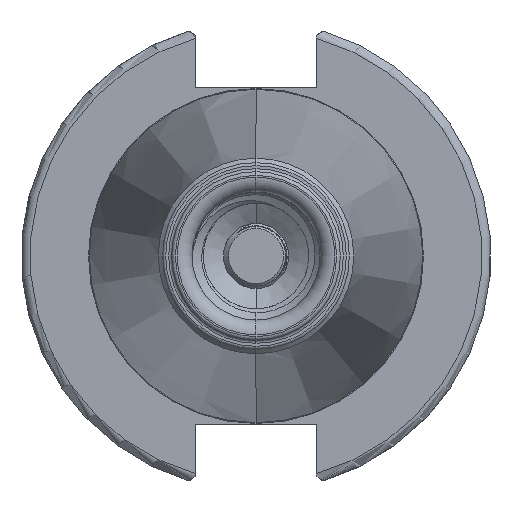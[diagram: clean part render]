
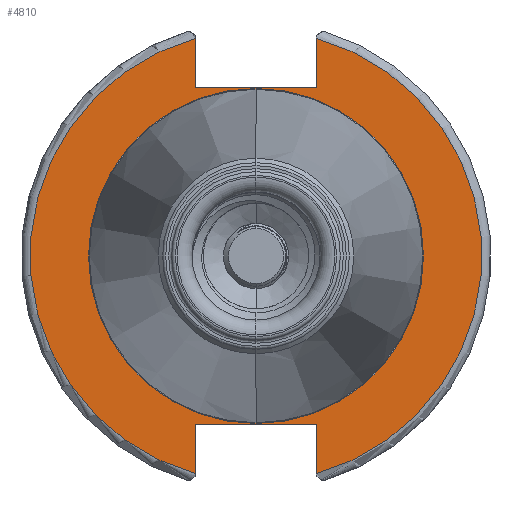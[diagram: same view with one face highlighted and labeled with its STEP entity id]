
A CAD part, left-side view. The second image highlights one B-rep face of the part: STEP entity #4810.
In plain terms, the highlighted planar face has unit normal (-1, 0, 0).
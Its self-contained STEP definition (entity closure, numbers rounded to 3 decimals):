
#257 = DIRECTION ( 'NONE',  ( 0., 0., 1. ) ) ;
#282 = CARTESIAN_POINT ( 'NONE',  ( -5., -8.075, 0. ) ) ;
#508 = CARTESIAN_POINT ( 'NONE',  ( -5., -7.975, -22.6 ) ) ;
#538 = DIRECTION ( 'NONE',  ( 0., -1., 0. ) ) ;
#550 = CARTESIAN_POINT ( 'NONE',  ( -5., -8.075, 22.5 ) ) ;
#556 = CARTESIAN_POINT ( 'NONE',  ( -5., 7.975, -22.6 ) ) ;
#561 = DIRECTION ( 'NONE',  ( 0., 0., -1. ) ) ;
#565 = DIRECTION ( 'NONE',  ( 0., 0., -1. ) ) ;
#570 = DIRECTION ( 'NONE',  ( 1., 0., 0. ) ) ;
#594 = DIRECTION ( 'NONE',  ( 1., 0., 0. ) ) ;
#603 = DIRECTION ( 'NONE',  ( 0., -1., 0. ) ) ;
#608 = CARTESIAN_POINT ( 'NONE',  ( -5., -8.075, -22.5 ) ) ;
#623 = CARTESIAN_POINT ( 'NONE',  ( -5., -7.975, 22.6 ) ) ;
#653 = DIRECTION ( 'NONE',  ( 0., 0., -1. ) ) ;
#670 = DIRECTION ( 'NONE',  ( 1., 0., 0. ) ) ;
#691 = DIRECTION ( 'NONE',  ( 0., 0., -1. ) ) ;
#693 = DIRECTION ( 'NONE',  ( 1., 0., 0. ) ) ;
#710 = CARTESIAN_POINT ( 'NONE',  ( -5., 7.975, 22.6 ) ) ;
#762 = DIRECTION ( 'NONE',  ( 0., 0., 1. ) ) ;
#772 = CARTESIAN_POINT ( 'NONE',  ( -5., 8.075, 0. ) ) ;
#787 = CARTESIAN_POINT ( 'NONE',  ( -5., 0., 0. ) ) ;
#798 = DIRECTION ( 'NONE',  ( 0., 0., 1. ) ) ;
#824 = DIRECTION ( 'NONE',  ( -1., 0., 0. ) ) ;
#1038 = DIRECTION ( 'NONE',  ( 0., 0., -1. ) ) ;
#1042 = CARTESIAN_POINT ( 'NONE',  ( -5., 8.075, 0. ) ) ;
#1071 = CARTESIAN_POINT ( 'NONE',  ( -5., -8.075, 0. ) ) ;
#1095 = DIRECTION ( 'NONE',  ( 0., 0., -1. ) ) ;
#1268 = DIRECTION ( 'NONE',  ( -1., 0., 0. ) ) ;
#1270 = CARTESIAN_POINT ( 'NONE',  ( -5., 0., 0. ) ) ;
#1273 = DIRECTION ( 'NONE',  ( 0., 0., 1. ) ) ;
#3879 = DIRECTION ( 'NONE',  ( -1., 0., 0. ) ) ;
#3906 = CARTESIAN_POINT ( 'NONE',  ( -5., 0., 0. ) ) ;
#3908 = DIRECTION ( 'NONE',  ( 0., 0., 1. ) ) ;
#4810 = ADVANCED_FACE ( 'NONE', ( #13953, #13969 ), #12998, .F. ) ;
#5109 = CARTESIAN_POINT ( 'NONE',  ( -5., 8.075, 22.6 ) ) ;
#5128 = CARTESIAN_POINT ( 'NONE',  ( -5., 7.975, 22.5 ) ) ;
#5138 = CARTESIAN_POINT ( 'NONE',  ( -5., 7.975, -22.5 ) ) ;
#5304 = CARTESIAN_POINT ( 'NONE',  ( -5., 8.075, 29.1 ) ) ;
#5311 = CARTESIAN_POINT ( 'NONE',  ( -5., 8.075, -29.1 ) ) ;
#5486 = CARTESIAN_POINT ( 'NONE',  ( -5., 0., -22.398 ) ) ;
#5493 = CARTESIAN_POINT ( 'NONE',  ( -5., 0., 22.398 ) ) ;
#5549 = CARTESIAN_POINT ( 'NONE',  ( -5., 8.075, -22.6 ) ) ;
#5559 = CARTESIAN_POINT ( 'NONE',  ( -5., -8.075, 22.6 ) ) ;
#5567 = CARTESIAN_POINT ( 'NONE',  ( -5., -8.075, -29.1 ) ) ;
#5568 = CARTESIAN_POINT ( 'NONE',  ( -5., -8.075, 29.1 ) ) ;
#5579 = CARTESIAN_POINT ( 'NONE',  ( -5., -7.975, 22.5 ) ) ;
#5604 = CARTESIAN_POINT ( 'NONE',  ( -5., -7.975, -22.5 ) ) ;
#5612 = CARTESIAN_POINT ( 'NONE',  ( -5., -8.075, -22.6 ) ) ;
#7354 = CARTESIAN_POINT ( 'NONE',  ( -5., 0., 0. ) ) ;
#7359 = DIRECTION ( 'NONE',  ( 0., 0., 1. ) ) ;
#7360 = DIRECTION ( 'NONE',  ( -1., 0., 0. ) ) ;
#8697 = AXIS2_PLACEMENT_3D ( 'NONE', #3906, #3879, #3908 ) ;
#8742 = AXIS2_PLACEMENT_3D ( 'NONE', #1270, #1268, #1273 ) ;
#8774 = AXIS2_PLACEMENT_3D ( 'NONE', #7354, #7360, #7359 ) ;
#8969 = EDGE_CURVE ( 'NONE', #17168, #17115, #13780, .T. ) ;
#8984 = EDGE_CURVE ( 'NONE', #17108, #17118, #13789, .T. ) ;
#9032 = EDGE_CURVE ( 'NONE', #17336, #17103, #10635, .T. ) ;
#9033 = EDGE_CURVE ( 'NONE', #17116, #17168, #10676, .T. ) ;
#9040 = EDGE_CURVE ( 'NONE', #17128, #17337, #10648, .T. ) ;
#9047 = EDGE_CURVE ( 'NONE', #17337, #17116, #10662, .T. ) ;
#9049 = EDGE_CURVE ( 'NONE', #17108, #17103, #10646, .T. ) ;
#9060 = EDGE_CURVE ( 'NONE', #17336, #17339, #10663, .T. ) ;
#9069 = EDGE_CURVE ( 'NONE', #16850, #17128, #10693, .T. ) ;
#9072 = EDGE_CURVE ( 'NONE', #17115, #17118, #10725, .T. ) ;
#9110 = EDGE_CURVE ( 'NONE', #16821, #17339, #10713, .T. ) ;
#9198 = EDGE_CURVE ( 'NONE', #17076, #17057, #10792, .T. ) ;
#9291 = EDGE_CURVE ( 'NONE', #17057, #17076, #10467, .T. ) ;
#9442 = EDGE_CURVE ( 'NONE', #16821, #16850, #10588, .T. ) ;
#9835 = AXIS2_PLACEMENT_3D ( 'NONE', #12969, #12992, #12995 ) ;
#10025 = AXIS2_PLACEMENT_3D ( 'NONE', #556, #570, #561 ) ;
#10030 = AXIS2_PLACEMENT_3D ( 'NONE', #508, #594, #565 ) ;
#10071 = AXIS2_PLACEMENT_3D ( 'NONE', #787, #824, #798 ) ;
#10080 = AXIS2_PLACEMENT_3D ( 'NONE', #710, #693, #691 ) ;
#10087 = AXIS2_PLACEMENT_3D ( 'NONE', #623, #670, #653 ) ;
#10467 = CIRCLE ( 'NONE', #8742, 22.398 ) ;
#10588 = CIRCLE ( 'NONE', #8774, 30.2 ) ;
#10635 = LINE ( 'NONE', #550, #10673 ) ;
#10646 = CIRCLE ( 'NONE', #10087, 0.1 ) ;
#10648 = CIRCLE ( 'NONE', #10025, 0.1 ) ;
#10662 = LINE ( 'NONE', #608, #10672 ) ;
#10663 = CIRCLE ( 'NONE', #10080, 0.1 ) ;
#10672 = VECTOR ( 'NONE', #603, 1000. ) ;
#10673 = VECTOR ( 'NONE', #538, 1000. ) ;
#10676 = CIRCLE ( 'NONE', #10030, 0.1 ) ;
#10693 = LINE ( 'NONE', #772, #10716 ) ;
#10710 = VECTOR ( 'NONE', #1038, 1000. ) ;
#10713 = LINE ( 'NONE', #1042, #10710 ) ;
#10716 = VECTOR ( 'NONE', #762, 1000. ) ;
#10725 = CIRCLE ( 'NONE', #10071, 30.2 ) ;
#10792 = CIRCLE ( 'NONE', #8697, 22.398 ) ;
#12969 = CARTESIAN_POINT ( 'NONE',  ( -5., 22.398, 0. ) ) ;
#12992 = DIRECTION ( 'NONE',  ( 1., 0., 0. ) ) ;
#12995 = DIRECTION ( 'NONE',  ( 0., 0., -1. ) ) ;
#12998 = PLANE ( 'NONE',  #9835 ) ;
#13737 = VECTOR ( 'NONE', #1095, 1000. ) ;
#13767 = VECTOR ( 'NONE', #257, 1000. ) ;
#13780 = LINE ( 'NONE', #1071, #13737 ) ;
#13789 = LINE ( 'NONE', #282, #13767 ) ;
#13953 = FACE_OUTER_BOUND ( 'NONE', #14758, .T. ) ;
#13969 = FACE_BOUND ( 'NONE', #14679, .T. ) ;
#14679 = EDGE_LOOP ( 'NONE', ( #16000, #16026 ) ) ;
#14758 = EDGE_LOOP ( 'NONE', ( #15972, #15965, #16004, #16121, #16112, #16017, #15956, #16147, #15993, #16056, #16108, #16208 ) ) ;
#15956 = ORIENTED_EDGE ( 'NONE', *, *, #9072, .T. ) ;
#15965 = ORIENTED_EDGE ( 'NONE', *, *, #9069, .T. ) ;
#15972 = ORIENTED_EDGE ( 'NONE', *, *, #9442, .T. ) ;
#15993 = ORIENTED_EDGE ( 'NONE', *, *, #9049, .T. ) ;
#16000 = ORIENTED_EDGE ( 'NONE', *, *, #9198, .F. ) ;
#16004 = ORIENTED_EDGE ( 'NONE', *, *, #9040, .T. ) ;
#16017 = ORIENTED_EDGE ( 'NONE', *, *, #8969, .T. ) ;
#16026 = ORIENTED_EDGE ( 'NONE', *, *, #9291, .F. ) ;
#16056 = ORIENTED_EDGE ( 'NONE', *, *, #9032, .F. ) ;
#16108 = ORIENTED_EDGE ( 'NONE', *, *, #9060, .T. ) ;
#16112 = ORIENTED_EDGE ( 'NONE', *, *, #9033, .T. ) ;
#16121 = ORIENTED_EDGE ( 'NONE', *, *, #9047, .T. ) ;
#16147 = ORIENTED_EDGE ( 'NONE', *, *, #8984, .F. ) ;
#16208 = ORIENTED_EDGE ( 'NONE', *, *, #9110, .F. ) ;
#16821 = VERTEX_POINT ( 'NONE', #5304 ) ;
#16850 = VERTEX_POINT ( 'NONE', #5311 ) ;
#17057 = VERTEX_POINT ( 'NONE', #5486 ) ;
#17076 = VERTEX_POINT ( 'NONE', #5493 ) ;
#17103 = VERTEX_POINT ( 'NONE', #5579 ) ;
#17108 = VERTEX_POINT ( 'NONE', #5559 ) ;
#17115 = VERTEX_POINT ( 'NONE', #5567 ) ;
#17116 = VERTEX_POINT ( 'NONE', #5604 ) ;
#17118 = VERTEX_POINT ( 'NONE', #5568 ) ;
#17128 = VERTEX_POINT ( 'NONE', #5549 ) ;
#17168 = VERTEX_POINT ( 'NONE', #5612 ) ;
#17336 = VERTEX_POINT ( 'NONE', #5128 ) ;
#17337 = VERTEX_POINT ( 'NONE', #5138 ) ;
#17339 = VERTEX_POINT ( 'NONE', #5109 ) ;
